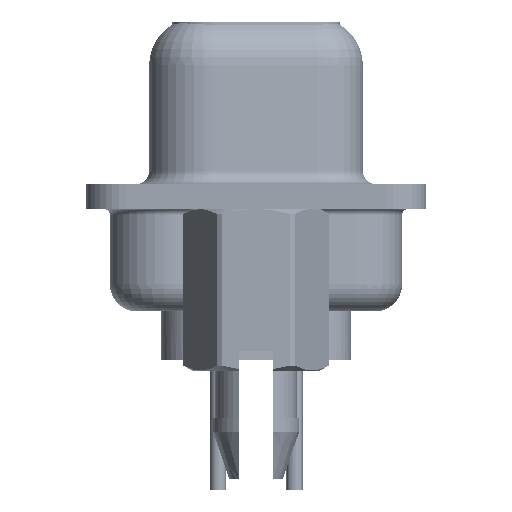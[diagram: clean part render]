
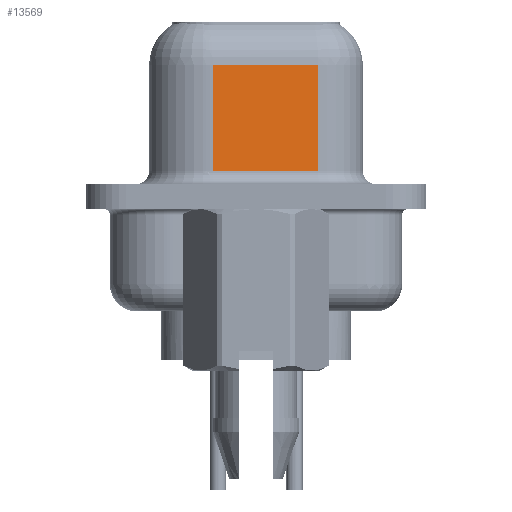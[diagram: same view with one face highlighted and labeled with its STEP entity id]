
A CAD part, left-side view. The second image highlights one B-rep face of the part: STEP entity #13569.
In plain terms, the highlighted planar face has unit normal (-0.985, -0.174, 0).
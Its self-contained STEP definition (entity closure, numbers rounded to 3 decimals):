
#198 = VERTEX_POINT ( 'NONE', #24268 ) ;
#336 = DIRECTION ( 'NONE',  ( 0., 0., -1. ) ) ;
#1324 = CARTESIAN_POINT ( 'NONE',  ( 5.038, -2.297, 0.95 ) ) ;
#1616 = ORIENTED_EDGE ( 'NONE', *, *, #9358, .T. ) ;
#1965 = ORIENTED_EDGE ( 'NONE', *, *, #8254, .T. ) ;
#2997 = CARTESIAN_POINT ( 'NONE',  ( 5.038, -2.297, 0.95 ) ) ;
#3103 = LINE ( 'NONE', #27344, #3774 ) ;
#3774 = VECTOR ( 'NONE', #7081, 1000. ) ;
#6486 = DIRECTION ( 'NONE',  ( -0.174, 0.985, 0. ) ) ;
#7081 = DIRECTION ( 'NONE',  ( 0., 0., -1. ) ) ;
#8254 = EDGE_CURVE ( 'NONE', #198, #9075, #8994, .T. ) ;
#8994 = LINE ( 'NONE', #18004, #17542 ) ;
#9075 = VERTEX_POINT ( 'NONE', #27202 ) ;
#9294 = ORIENTED_EDGE ( 'NONE', *, *, #22300, .F. ) ;
#9358 = EDGE_CURVE ( 'NONE', #10950, #20632, #12382, .T. ) ;
#10177 = DIRECTION ( 'NONE',  ( 0.174, -0.985, 0. ) ) ;
#10821 = LINE ( 'NONE', #19820, #20556 ) ;
#10950 = VERTEX_POINT ( 'NONE', #13236 ) ;
#12382 = LINE ( 'NONE', #1324, #21298 ) ;
#13099 = EDGE_CURVE ( 'NONE', #9075, #10950, #10821, .T. ) ;
#13236 = CARTESIAN_POINT ( 'NONE',  ( 4.35, 1.603, 0.95 ) ) ;
#13569 = ADVANCED_FACE ( 'NONE', ( #20046 ), #19892, .F. ) ;
#15200 = EDGE_LOOP ( 'NONE', ( #9294, #1965, #26581, #1616 ) ) ;
#17542 = VECTOR ( 'NONE', #6486, 1000. ) ;
#17660 = DIRECTION ( 'NONE',  ( 0.985, 0.174, 0. ) ) ;
#18004 = CARTESIAN_POINT ( 'NONE',  ( 5.038, -2.297, 4.85 ) ) ;
#19820 = CARTESIAN_POINT ( 'NONE',  ( 4.35, 1.603, 6.6 ) ) ;
#19892 = PLANE ( 'NONE',  #22010 ) ;
#20046 = FACE_OUTER_BOUND ( 'NONE', #15200, .T. ) ;
#20556 = VECTOR ( 'NONE', #336, 1000. ) ;
#20632 = VERTEX_POINT ( 'NONE', #2997 ) ;
#21298 = VECTOR ( 'NONE', #10177, 1000. ) ;
#22010 = AXIS2_PLACEMENT_3D ( 'NONE', #28928, #17660, #26715 ) ;
#22300 = EDGE_CURVE ( 'NONE', #198, #20632, #3103, .T. ) ;
#24268 = CARTESIAN_POINT ( 'NONE',  ( 5.038, -2.297, 4.85 ) ) ;
#26581 = ORIENTED_EDGE ( 'NONE', *, *, #13099, .T. ) ;
#26715 = DIRECTION ( 'NONE',  ( -0.174, 0.985, 0. ) ) ;
#27202 = CARTESIAN_POINT ( 'NONE',  ( 4.35, 1.603, 4.85 ) ) ;
#27344 = CARTESIAN_POINT ( 'NONE',  ( 5.038, -2.297, 6.6 ) ) ;
#28928 = CARTESIAN_POINT ( 'NONE',  ( 5.038, -2.297, 6.6 ) ) ;
